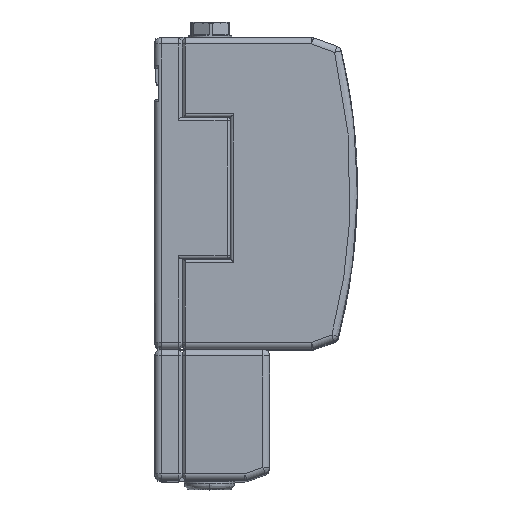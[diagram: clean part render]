
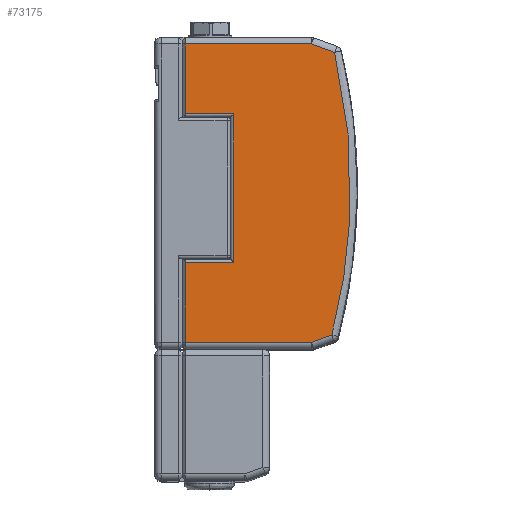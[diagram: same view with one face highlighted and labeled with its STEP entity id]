
A CAD part, top view. The second image highlights one B-rep face of the part: STEP entity #73175.
In plain terms, the highlighted planar face has unit normal (0, 0, 1).
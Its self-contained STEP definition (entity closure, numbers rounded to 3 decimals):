
#84 = DIRECTION ( 'NONE',  ( 0., 1., 0. ) ) ;
#402 = CARTESIAN_POINT ( 'NONE',  ( 93.162, 441.696, 450. ) ) ;
#1975 = CARTESIAN_POINT ( 'NONE',  ( 8.352, 97.675, 450. ) ) ;
#2808 = LINE ( 'NONE', #37706, #72017 ) ;
#3091 = DIRECTION ( 'NONE',  ( -1., 0., 0. ) ) ;
#3277 = ORIENTED_EDGE ( 'NONE', *, *, #9546, .F. ) ;
#4715 = LINE ( 'NONE', #92749, #28550 ) ;
#4845 = ORIENTED_EDGE ( 'NONE', *, *, #10789, .F. ) ;
#5198 = CARTESIAN_POINT ( 'NONE',  ( 89.866, 106.454, 450. ) ) ;
#7694 = CARTESIAN_POINT ( 'NONE',  ( -83.843, 192.877, 450. ) ) ;
#8705 = LINE ( 'NONE', #43564, #94222 ) ;
#9546 = EDGE_CURVE ( 'NONE', #16329, #28143, #30381, .T. ) ;
#10789 = EDGE_CURVE ( 'NONE', #57829, #16329, #2808, .T. ) ;
#10903 = ORIENTED_EDGE ( 'NONE', *, *, #72250, .F. ) ;
#12546 = EDGE_LOOP ( 'NONE', ( #74504, #100312, #3277, #4845, #107441, #104913, #75806, #20412, #10903, #55811, #24280 ) ) ;
#13125 = B_SPLINE_CURVE_WITH_KNOTS ( 'NONE', 3,
 ( #101810, #99542, #40090, #83531 ),
 .UNSPECIFIED., .F., .F.,
 ( 4, 4 ),
 ( -1., 0. ),
 .UNSPECIFIED. ) ;
#16100 = CARTESIAN_POINT ( 'NONE',  ( 65.746, 451.675, 450. ) ) ;
#16329 = VERTEX_POINT ( 'NONE', #16100 ) ;
#18420 = VECTOR ( 'NONE', #20118, 1000. ) ;
#19707 = FACE_OUTER_BOUND ( 'NONE', #12546, .T. ) ;
#19720 = CARTESIAN_POINT ( 'NONE',  ( 65.746, 97.675, 450. ) ) ;
#20118 = DIRECTION ( 'NONE',  ( 1., 0., 0. ) ) ;
#20412 = ORIENTED_EDGE ( 'NONE', *, *, #23635, .F. ) ;
#21952 = VERTEX_POINT ( 'NONE', #33716 ) ;
#23635 = EDGE_CURVE ( 'NONE', #85154, #40597, #66221, .T. ) ;
#24280 = ORIENTED_EDGE ( 'NONE', *, *, #36520, .F. ) ;
#27173 = EDGE_CURVE ( 'NONE', #92541, #46289, #108728, .T. ) ;
#27279 = CARTESIAN_POINT ( 'NONE',  ( 118.572, 216.798, 450. ) ) ;
#28123 = DIRECTION ( 'NONE',  ( 0., 1., 0. ) ) ;
#28143 = VERTEX_POINT ( 'NONE', #66537 ) ;
#28396 = CARTESIAN_POINT ( 'NONE',  ( 119.693, 330.809, 450. ) ) ;
#28550 = VECTOR ( 'NONE', #67025, 1000. ) ;
#28849 = DIRECTION ( 'NONE',  ( 0., 0., -1. ) ) ;
#28885 = EDGE_CURVE ( 'NONE', #28143, #21952, #52926, .T. ) ;
#30381 = LINE ( 'NONE', #38384, #55539 ) ;
#30830 = DIRECTION ( 'NONE',  ( 1., 0., 0. ) ) ;
#31803 = AXIS2_PLACEMENT_3D ( 'NONE', #80833, #28849, #3091 ) ;
#33373 = VERTEX_POINT ( 'NONE', #94842 ) ;
#33716 = CARTESIAN_POINT ( 'NONE',  ( 89.866, 106.454, 450. ) ) ;
#36520 = EDGE_CURVE ( 'NONE', #89608, #92541, #80316, .T. ) ;
#37706 = CARTESIAN_POINT ( 'NONE',  ( 8.352, 451.675, 450. ) ) ;
#38384 = CARTESIAN_POINT ( 'NONE',  ( 65.746, 451.675, 450. ) ) ;
#40077 = DIRECTION ( 'NONE',  ( -0.94, -0.342, 0. ) ) ;
#40090 = CARTESIAN_POINT ( 'NONE',  ( -83.843, 192.751, 450. ) ) ;
#40597 = VERTEX_POINT ( 'NONE', #106240 ) ;
#41980 = CARTESIAN_POINT ( 'NONE',  ( -83.843, 451.675, 450. ) ) ;
#43564 = CARTESIAN_POINT ( 'NONE',  ( -26.353, 280.675, 450. ) ) ;
#45766 = CARTESIAN_POINT ( 'NONE',  ( -83.843, 192.5, 450. ) ) ;
#46289 = VERTEX_POINT ( 'NONE', #45766 ) ;
#46537 = EDGE_CURVE ( 'NONE', #33373, #57829, #77264, .T. ) ;
#47548 = CARTESIAN_POINT ( 'NONE',  ( -83.843, 280.675, 450. ) ) ;
#48231 = PLANE ( 'NONE',  #31803 ) ;
#49953 = VECTOR ( 'NONE', #84, 1000. ) ;
#51355 = EDGE_CURVE ( 'NONE', #40597, #86494, #8705, .T. ) ;
#52926 =( BOUNDED_CURVE ( )  B_SPLINE_CURVE ( 3, ( #402, #28396, #27279, #61588 ),
 .UNSPECIFIED., .F., .T. ) 
 B_SPLINE_CURVE_WITH_KNOTS ( ( 4, 4 ),
 ( 0., 1. ),
 .UNSPECIFIED. ) 
 CURVE ( )  GEOMETRIC_REPRESENTATION_ITEM ( )  RATIONAL_B_SPLINE_CURVE ( ( 1., 0.98, 0.98, 1. ) ) 
 REPRESENTATION_ITEM ( '' )  );
#55317 = EDGE_CURVE ( 'NONE', #86494, #33373, #4715, .T. ) ;
#55539 = VECTOR ( 'NONE', #72111, 1000. ) ;
#55811 = ORIENTED_EDGE ( 'NONE', *, *, #27173, .F. ) ;
#57769 = LINE ( 'NONE', #5198, #93141 ) ;
#57829 = VERTEX_POINT ( 'NONE', #41980 ) ;
#57892 = VECTOR ( 'NONE', #28123, 1000. ) ;
#61588 = CARTESIAN_POINT ( 'NONE',  ( 89.866, 106.454, 450. ) ) ;
#65312 = DIRECTION ( 'NONE',  ( -1., 0., 0. ) ) ;
#66221 = LINE ( 'NONE', #91947, #18420 ) ;
#66537 = CARTESIAN_POINT ( 'NONE',  ( 93.162, 441.696, 450. ) ) ;
#67025 = DIRECTION ( 'NONE',  ( -1., 0., 0. ) ) ;
#72017 = VECTOR ( 'NONE', #30830, 1000. ) ;
#72111 = DIRECTION ( 'NONE',  ( 0.94, -0.342, 0. ) ) ;
#72250 = EDGE_CURVE ( 'NONE', #46289, #85154, #13125, .T. ) ;
#72687 = CARTESIAN_POINT ( 'NONE',  ( -83.843, 97.675, 450. ) ) ;
#73175 = ADVANCED_FACE ( 'NONE', ( #19707 ), #48231, .F. ) ;
#74504 = ORIENTED_EDGE ( 'NONE', *, *, #92730, .F. ) ;
#75806 = ORIENTED_EDGE ( 'NONE', *, *, #51355, .F. ) ;
#77264 = LINE ( 'NONE', #112155, #49953 ) ;
#80316 = LINE ( 'NONE', #1975, #105107 ) ;
#80833 = CARTESIAN_POINT ( 'NONE',  ( 8.352, 280.675, 450. ) ) ;
#83531 = CARTESIAN_POINT ( 'NONE',  ( -83.843, 192.877, 450. ) ) ;
#85154 = VERTEX_POINT ( 'NONE', #7694 ) ;
#86494 = VERTEX_POINT ( 'NONE', #103409 ) ;
#89608 = VERTEX_POINT ( 'NONE', #19720 ) ;
#91947 = CARTESIAN_POINT ( 'NONE',  ( 8.352, 192.877, 450. ) ) ;
#92541 = VERTEX_POINT ( 'NONE', #72687 ) ;
#92730 = EDGE_CURVE ( 'NONE', #21952, #89608, #57769, .T. ) ;
#92749 = CARTESIAN_POINT ( 'NONE',  ( 8.352, 368.665, 450. ) ) ;
#93141 = VECTOR ( 'NONE', #40077, 1000. ) ;
#94222 = VECTOR ( 'NONE', #104160, 1000. ) ;
#94842 = CARTESIAN_POINT ( 'NONE',  ( -83.843, 368.665, 450. ) ) ;
#99542 = CARTESIAN_POINT ( 'NONE',  ( -83.843, 192.626, 450. ) ) ;
#100312 = ORIENTED_EDGE ( 'NONE', *, *, #28885, .F. ) ;
#101810 = CARTESIAN_POINT ( 'NONE',  ( -83.843, 192.5, 450. ) ) ;
#103409 = CARTESIAN_POINT ( 'NONE',  ( -26.353, 368.665, 450. ) ) ;
#104160 = DIRECTION ( 'NONE',  ( 0., 1., 0. ) ) ;
#104913 = ORIENTED_EDGE ( 'NONE', *, *, #55317, .F. ) ;
#105107 = VECTOR ( 'NONE', #65312, 1000. ) ;
#106240 = CARTESIAN_POINT ( 'NONE',  ( -26.353, 192.877, 450. ) ) ;
#107441 = ORIENTED_EDGE ( 'NONE', *, *, #46537, .F. ) ;
#108728 = LINE ( 'NONE', #47548, #57892 ) ;
#112155 = CARTESIAN_POINT ( 'NONE',  ( -83.843, 280.675, 450. ) ) ;
